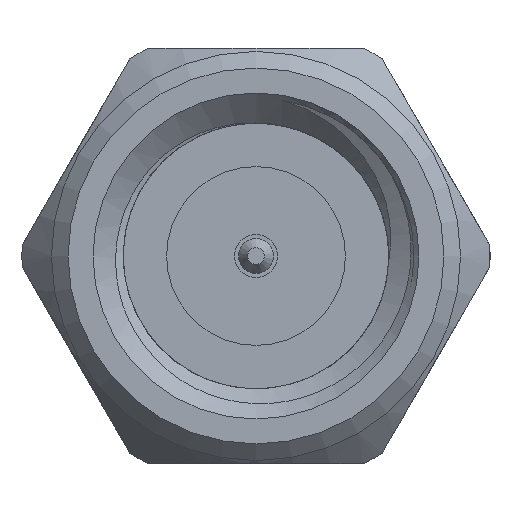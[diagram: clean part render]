
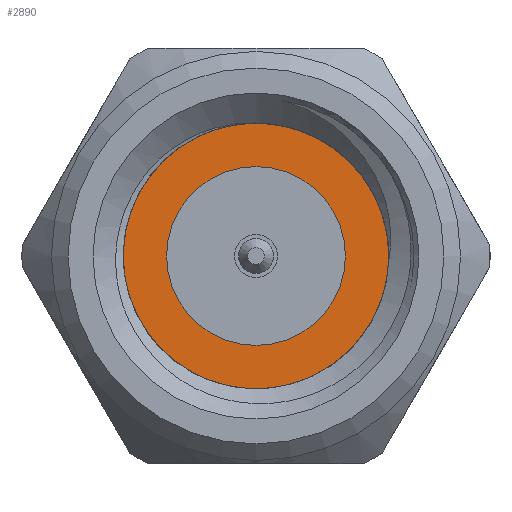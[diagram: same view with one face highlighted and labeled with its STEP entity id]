
A CAD part, left-side view. The second image highlights one B-rep face of the part: STEP entity #2890.
In plain terms, the highlighted planar face has unit normal (-1, 0, 0).
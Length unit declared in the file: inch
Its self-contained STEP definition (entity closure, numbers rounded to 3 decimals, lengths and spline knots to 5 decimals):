
#169 = CARTESIAN_POINT ( 'NONE',  ( 0.13266, -0.05362, -0.05944 ) ) ;
#183 = CARTESIAN_POINT ( 'NONE',  ( 0.13266, -0.07409, 0.04283 ) ) ;
#199 = CARTESIAN_POINT ( 'NONE',  ( 0.13266, 0.00738, 0.09383 ) ) ;
#208 = CARTESIAN_POINT ( 'NONE',  ( 0.13266, 0.06095, -0.05923 ) ) ;
#217 = CARTESIAN_POINT ( 'NONE',  ( 0.13266, 0.05377, 0. ) ) ;
#230 = CARTESIAN_POINT ( 'NONE',  ( 0.13266, 0.09107, 0.00428 ) ) ;
#242 = DIRECTION ( 'NONE',  ( -1., 0., 0. ) ) ;
#335 = EDGE_CURVE ( 'NONE', #571, #3374, #2899, .T. ) ;
#368 = B_SPLINE_CURVE_WITH_KNOTS ( 'NONE', 3,
 ( #1329, #1037, #199, #3667, #1912, #3110, #2487, #2798, #1047, #3400, #1923, #183, #2220, #2507, #776, #3703, #1369, #3414 ),
 .UNSPECIFIED., .F., .F.,
 ( 4, 2, 2, 2, 2, 2, 2, 2, 4 ),
 ( 0., 0.00055, 0.0011, 0.00164, 0.00219, 0.00274, 0.00329, 0.00384, 0.00438 ),
 .UNSPECIFIED. ) ;
#434 = DIRECTION ( 'NONE',  ( 1., 0., 0. ) ) ;
#439 = CARTESIAN_POINT ( 'NONE',  ( 0.13266, -0.06431, -0.04767 ) ) ;
#496 = CARTESIAN_POINT ( 'NONE',  ( 0.13266, 0.09052, 0.01858 ) ) ;
#520 = CARTESIAN_POINT ( 'NONE',  ( 0.13266, 0.0152, -0.07842 ) ) ;
#521 = EDGE_CURVE ( 'NONE', #2680, #2680, #2471, .T. ) ;
#528 = CARTESIAN_POINT ( 'NONE',  ( 0.13266, -0.00588, -0.08037 ) ) ;
#556 = ORIENTED_EDGE ( 'NONE', *, *, #335, .F. ) ;
#571 = VERTEX_POINT ( 'NONE', #701 ) ;
#671 = CARTESIAN_POINT ( 'NONE',  ( 0.13266, -0.07866, -0.01389 ) ) ;
#681 = ORIENTED_EDGE ( 'NONE', *, *, #521, .T. ) ;
#701 = CARTESIAN_POINT ( 'NONE',  ( 0.13266, 0.0152, -0.07842 ) ) ;
#746 = CARTESIAN_POINT ( 'NONE',  ( 0.13266, -0.07681, -0.02438 ) ) ;
#776 = CARTESIAN_POINT ( 'NONE',  ( 0.13266, -0.08169, 0.01495 ) ) ;
#778 = FACE_OUTER_BOUND ( 'NONE', #1233, .T. ) ;
#934 = EDGE_LOOP ( 'NONE', ( #681 ) ) ;
#935 = AXIS2_PLACEMENT_3D ( 'NONE', #2257, #2530, #2919 ) ;
#1037 = CARTESIAN_POINT ( 'NONE',  ( 0.13266, 0.01458, 0.09356 ) ) ;
#1038 = CARTESIAN_POINT ( 'NONE',  ( 0.13266, -0.04961, -0.06283 ) ) ;
#1047 = CARTESIAN_POINT ( 'NONE',  ( 0.13266, -0.05241, 0.07158 ) ) ;
#1083 = CARTESIAN_POINT ( 'NONE',  ( 0.13266, 0.09049, -0.00295 ) ) ;
#1090 = EDGE_CURVE ( 'NONE', #2946, #2698, #368, .T. ) ;
#1130 = PLANE ( 'NONE',  #3512 ) ;
#1198 = ORIENTED_EDGE ( 'NONE', *, *, #1090, .F. ) ;
#1233 = EDGE_LOOP ( 'NONE', ( #1198, #1997, #556, #1410 ) ) ;
#1329 = CARTESIAN_POINT ( 'NONE',  ( 0.13266, 0.02179, 0.09247 ) ) ;
#1369 = CARTESIAN_POINT ( 'NONE',  ( 0.13266, -0.08064, -0.00685 ) ) ;
#1393 = CARTESIAN_POINT ( 'NONE',  ( 0.13266, 0.04931, -0.06758 ) ) ;
#1405 = CARTESIAN_POINT ( 'NONE',  ( 0.13266, 0.0152, -0.07842 ) ) ;
#1410 = ORIENTED_EDGE ( 'NONE', *, *, #2034, .F. ) ;
#1419 = CARTESIAN_POINT ( 'NONE',  ( 0.13266, 0.07539, -0.0431 ) ) ;
#1605 = CARTESIAN_POINT ( 'NONE',  ( 0.13266, 0., -0.05377 ) ) ;
#1622 = CARTESIAN_POINT ( 'NONE',  ( 0.13266, -0.07866, -0.01389 ) ) ;
#1886 = CARTESIAN_POINT ( 'NONE',  ( 0.13266, 0., 0. ) ) ;
#1912 = CARTESIAN_POINT ( 'NONE',  ( 0.13266, -0.01423, 0.09137 ) ) ;
#1923 = CARTESIAN_POINT ( 'NONE',  ( 0.13266, -0.06688, 0.05531 ) ) ;
#1986 = CARTESIAN_POINT ( 'NONE',  ( 0.13266, 0.0294, -0.07609 ) ) ;
#1997 = ORIENTED_EDGE ( 'NONE', *, *, #2495, .F. ) ;
#2034 = EDGE_CURVE ( 'NONE', #2698, #571, #2097, .T. ) ;
#2097 = B_SPLINE_CURVE_WITH_KNOTS ( 'NONE', 3,
 ( #1622, #746, #2197, #439, #2480, #169, #1038, #3100, #3373, #3439, #3721, #528, #3166, #520 ),
 .UNSPECIFIED., .F., .F.,
 ( 4, 2, 2, 2, 2, 2, 4 ),
 ( 0., 0.00081, 0.00121, 0.00162, 0.00202, 0.00243, 0.00324 ),
 .UNSPECIFIED. ) ;
#2169 = DIRECTION ( 'NONE',  ( 0., 0., -1. ) ) ;
#2197 = CARTESIAN_POINT ( 'NONE',  ( 0.13266, -0.07285, -0.03441 ) ) ;
#2220 = CARTESIAN_POINT ( 'NONE',  ( 0.13266, -0.07696, 0.03609 ) ) ;
#2238 = FACE_BOUND ( 'NONE', #934, .T. ) ;
#2257 = CARTESIAN_POINT ( 'NONE',  ( 0.13266, 0., 0. ) ) ;
#2262 = CARTESIAN_POINT ( 'NONE',  ( 0.13266, 0.02179, 0.09247 ) ) ;
#2287 = CARTESIAN_POINT ( 'NONE',  ( 0.13266, 0.04287, -0.07103 ) ) ;
#2471 = CIRCLE ( 'NONE', #935, 0.05377 ) ;
#2480 = CARTESIAN_POINT ( 'NONE',  ( 0.13266, -0.06097, -0.05188 ) ) ;
#2487 = CARTESIAN_POINT ( 'NONE',  ( 0.13266, -0.03443, 0.08387 ) ) ;
#2495 = EDGE_CURVE ( 'NONE', #3374, #2946, #3575, .T. ) ;
#2507 = CARTESIAN_POINT ( 'NONE',  ( 0.13266, -0.08075, 0.02209 ) ) ;
#2514 = CARTESIAN_POINT ( 'NONE',  ( 0.13266, 0.08544, 0.03961 ) ) ;
#2530 = DIRECTION ( 'NONE',  ( 1., 0., 0. ) ) ;
#2536 = DIRECTION ( 'NONE',  ( 0., 0., 1. ) ) ;
#2539 = CARTESIAN_POINT ( 'NONE',  ( 0.13266, 0.07922, -0.03695 ) ) ;
#2556 = CARTESIAN_POINT ( 'NONE',  ( 0.13266, 0.0663, -0.05421 ) ) ;
#2680 = VERTEX_POINT ( 'NONE', #1605 ) ;
#2698 = VERTEX_POINT ( 'NONE', #671 ) ;
#2798 = CARTESIAN_POINT ( 'NONE',  ( 0.13266, -0.0468, 0.07613 ) ) ;
#2836 = CARTESIAN_POINT ( 'NONE',  ( 0.13266, 0.08762, -0.01708 ) ) ;
#2890 = ADVANCED_FACE ( 'NONE', ( #778, #2238 ), #1130, .T. ) ;
#2899 = B_SPLINE_CURVE_WITH_KNOTS ( 'NONE', 3,
 ( #1405, #3409, #1986, #2287, #1393, #208, #2556, #1419, #2539, #3462, #2836, #1083, #230, #496, #3729, #2514, #3710, #3141 ),
 .UNSPECIFIED., .F., .F.,
 ( 4, 2, 2, 2, 2, 2, 2, 2, 4 ),
 ( 0., 0.00055, 0.00109, 0.00164, 0.00218, 0.00273, 0.00327, 0.00382, 0.00437 ),
 .UNSPECIFIED. ) ;
#2919 = DIRECTION ( 'NONE',  ( 0., 0., -1. ) ) ;
#2946 = VERTEX_POINT ( 'NONE', #2262 ) ;
#3100 = CARTESIAN_POINT ( 'NONE',  ( 0.13266, -0.0409, -0.06882 ) ) ;
#3110 = CARTESIAN_POINT ( 'NONE',  ( 0.13266, -0.02791, 0.0869 ) ) ;
#3130 = AXIS2_PLACEMENT_3D ( 'NONE', #1886, #434, #2169 ) ;
#3141 = CARTESIAN_POINT ( 'NONE',  ( 0.13265, 0.07913, 0.05255 ) ) ;
#3166 = CARTESIAN_POINT ( 'NONE',  ( 0.13266, 0.00473, -0.08045 ) ) ;
#3373 = CARTESIAN_POINT ( 'NONE',  ( 0.13266, -0.03621, -0.07139 ) ) ;
#3374 = VERTEX_POINT ( 'NONE', #3568 ) ;
#3400 = CARTESIAN_POINT ( 'NONE',  ( 0.13266, -0.06244, 0.0612 ) ) ;
#3409 = CARTESIAN_POINT ( 'NONE',  ( 0.13266, 0.02243, -0.07772 ) ) ;
#3414 = CARTESIAN_POINT ( 'NONE',  ( 0.13266, -0.07866, -0.01389 ) ) ;
#3439 = CARTESIAN_POINT ( 'NONE',  ( 0.13266, -0.02654, -0.07552 ) ) ;
#3462 = CARTESIAN_POINT ( 'NONE',  ( 0.13266, 0.08536, -0.02388 ) ) ;
#3512 = AXIS2_PLACEMENT_3D ( 'NONE', #217, #242, #2536 ) ;
#3568 = CARTESIAN_POINT ( 'NONE',  ( 0.13265, 0.07913, 0.05255 ) ) ;
#3575 = CIRCLE ( 'NONE', #3130, 0.095 ) ;
#3667 = CARTESIAN_POINT ( 'NONE',  ( 0.13266, -0.00698, 0.09279 ) ) ;
#3703 = CARTESIAN_POINT ( 'NONE',  ( 0.13266, -0.08164, 0.00042 ) ) ;
#3710 = CARTESIAN_POINT ( 'NONE',  ( 0.13266, 0.08265, 0.04621 ) ) ;
#3721 = CARTESIAN_POINT ( 'NONE',  ( 0.13266, -0.02152, -0.07711 ) ) ;
#3729 = CARTESIAN_POINT ( 'NONE',  ( 0.13266, 0.08937, 0.02581 ) ) ;
